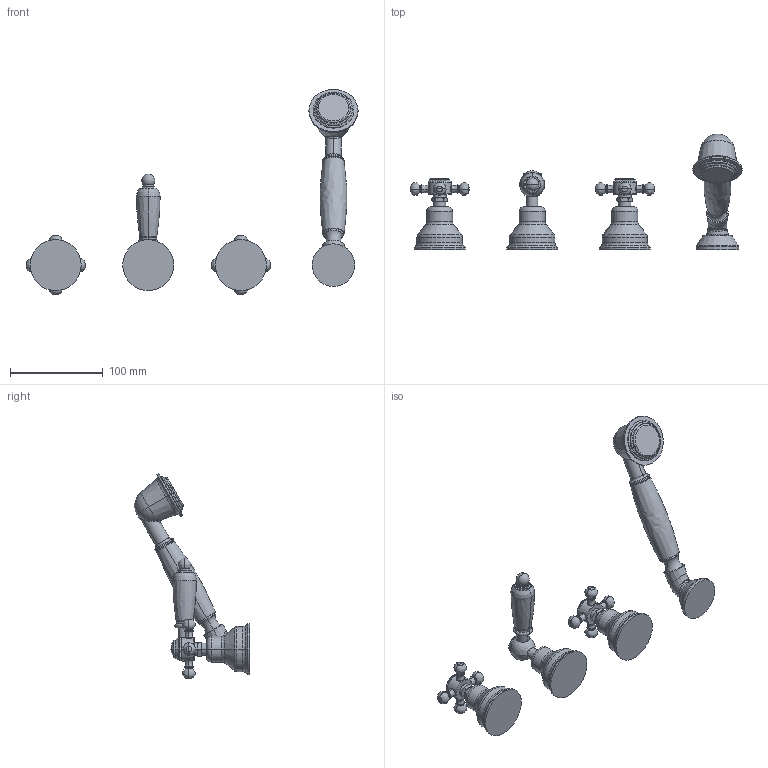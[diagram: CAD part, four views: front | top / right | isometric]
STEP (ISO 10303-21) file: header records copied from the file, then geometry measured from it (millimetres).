
FILE_DESCRIPTION((''),'2;1');
FILE_NAME('VLV042CR','2021-11-11T08:35:54',('ut3'),('PAFFONI SpA'),'CREO PARAMETRIC BY PTC INC, 2020044','CREO PARAMETRIC BY PTC INC, 2020044','');
FILE_SCHEMA(('CONFIG_CONTROL_DESIGN','SHAPE_APPEARANCE_LAYERS_GROUPS'));
Length unit declared in the file: millimetre
Products named in the file (1): VLV042CR
Bounding box: 358.54 x 124.59 x 221.96 mm (x, y, z)
Volume: 394889.7 mm3; surface area: 79951.9 mm2
Topology: 4 solids, 5 shells, 1032 faces, 2701 edges, 1694 vertices
Faces by surface type: plane 461, cylinder 316, torus 142, bspline 46, cone 41, sphere 26
Entity records: 44425 total; most frequent: CARTESIAN_POINT 10921, ORIENTED_EDGE 5350, DIRECTION 5143, EDGE_CURVE 2675, AXIS2_PLACEMENT_3D 1995, VERTEX_POINT 1694, FILL_AREA_STYLE_COLOUR 1298, FILL_AREA_STYLE 1298
